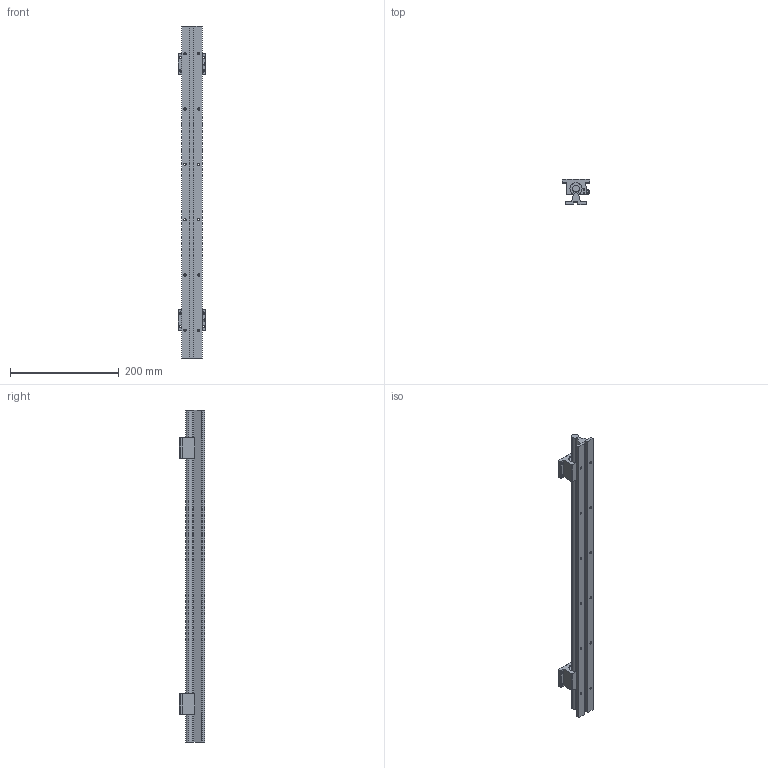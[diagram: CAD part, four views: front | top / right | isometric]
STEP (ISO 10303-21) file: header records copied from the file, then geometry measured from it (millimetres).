
FILE_DESCRIPTION (( 'STEP AP203' ), '1' );
FILE_NAME ('LARSB1-08L24C.step', '2022-08-29T21:37:25', ( '' ), ( '' ), 'SwSTEP 2.0', 'SolidWorks 2021', '' );
FILE_SCHEMA (( 'CONFIG_CONTROL_DESIGN' ));
Length unit declared in the file: inch
Products named in the file (3): LARSB1-08L24C-RAIL; LARSACC-004; LARSB1-08L24C
Assembly tree (3 placements, depth 2):
  LARSB1-08L24C
    LARSB1-08L24C-RAIL
    LARSACC-004  x2
Bounding box: 50.8 x 46.02 x 609.6 mm (x, y, z)
Volume: 352932.7 mm3; surface area: 121197.3 mm2
Topology: 4 solids, 4 shells, 216 faces, 598 edges, 396 vertices
Faces by surface type: plane 119, cylinder 81, cone 16
Entity records: 4799 total; most frequent: CARTESIAN_POINT 847, DIRECTION 764, ORIENTED_EDGE 748, EDGE_CURVE 374, AXIS2_PLACEMENT_3D 263, VERTEX_POINT 248, VECTOR 238, LINE 238
